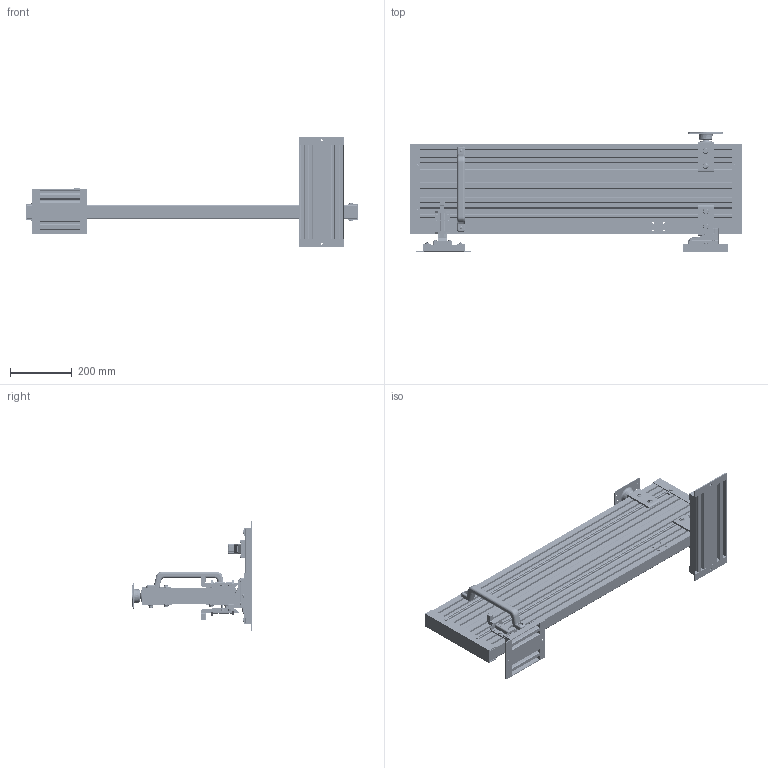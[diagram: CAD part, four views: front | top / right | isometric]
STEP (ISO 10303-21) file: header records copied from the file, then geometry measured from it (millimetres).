
FILE_DESCRIPTION (( 'STEP AP203' ), '1' );
FILE_NAME ('PM 1000 REV B.STEP', '2014-09-04T18:15:23', ( 'jgonzalez' ), ( '' ), 'SwSTEP 2.0', 'SolidWorks 2014', '' );
FILE_SCHEMA (( 'CONFIG_CONTROL_DESIGN' ));
Length unit declared in the file: inch
Products named in the file (35): 4303-01; 2077_HBOLT 0.2500-20x1x1-N; 2049; 1099; 7040-SOT-X_7040-42-SOT; 2046; PM1000-9203_std; 2047; 1F572; PM 1000 REV B; 2054; PM1000-9204_2 Section; 3024_collapsed; 7020-12_12; 7033_handle-pt; 2097_HBOLT 0.2500-20x1x1-N; PM1000-9201_PM1000-9201 RH; 7001D-1P; Handle-PT; 2023_collapsed; 7020-5_5; 1092; 7009_2 panel; 2038_HBOLT 0.2500-20x1x1-N; PM1000-9202_PM1000; 2023; hex finished bolt_ai_HFBOLT 0.25-20x1.25x0.75-C; 1091; AH709SOZN; 7016; 7009-2; PM1000-9205_2 SECTION; 2069LN_MSHXNUT 0.250-20-S-N; 2098_HFBOLT 0.25-20x1.25x0.75-C; 7040-SOT-X_7040-42-SOT DRILLED
Assembly tree (107 placements, depth 4):
  PM 1000 REV B
    PM1000-9201_PM1000-9201 RH
      1099
      1F572
      7020-12_12
      7001D-1P  x2
      1092
      2023  x2
      7016  x8
      2098_HFBOLT 0.25-20x1.25x0.75-C  x4
      2049  x4
      2047  x4
      3024_collapsed  x2
    PM1000-9202_PM1000
      1092
      7020-5_5
      2047  x4
      7016  x4
      7001D-1P  x2
      2098_HFBOLT 0.25-20x1.25x0.75-C  x2
      3024_collapsed  x2
    PM1000-9203_std  x2
      AH709SOZN
      2069LN_MSHXNUT 0.250-20-S-N
      2077_HBOLT 0.2500-20x1x1-N
    PM1000-9204_2 Section
      1F572
      1099
    PM1000-9205_2 SECTION
      2069LN_MSHXNUT 0.250-20-S-N  x2
      2097_HBOLT 0.2500-20x1x1-N  x2
      2023_collapsed  x4
      2038_HBOLT 0.2500-20x1x1-N  x4
      1091  x2
    Handle-PT
      4303-01
      7033_handle-pt
        2046  x2
        2054  x2
        7016  x2
    7009-2
      7009_2 panel  x2
      hex finished bolt_ai_HFBOLT 0.25-20x1.25x0.75-C  x8
      2023  x8
    7040-SOT-X_7040-42-SOT DRILLED
    7040-SOT-X_7040-42-SOT
Bounding box: 1073.15 x 387.03 x 355.6 mm (x, y, z)
Volume: 5809536.2 mm3; surface area: 3613491.1 mm2
Topology: 123 solids, 123 shells, 8667 faces, 21759 edges, 13428 vertices
Faces by surface type: cone 3100, plane 2972, cylinder 1983, bspline 332, torus 244, sphere 36
Entity records: 95966 total; most frequent: CARTESIAN_POINT 21523, DIRECTION 14651, ORIENTED_EDGE 14374, EDGE_CURVE 7187, AXIS2_PLACEMENT_3D 5082, VERTEX_POINT 4565, LINE 4487, VECTOR 4487
